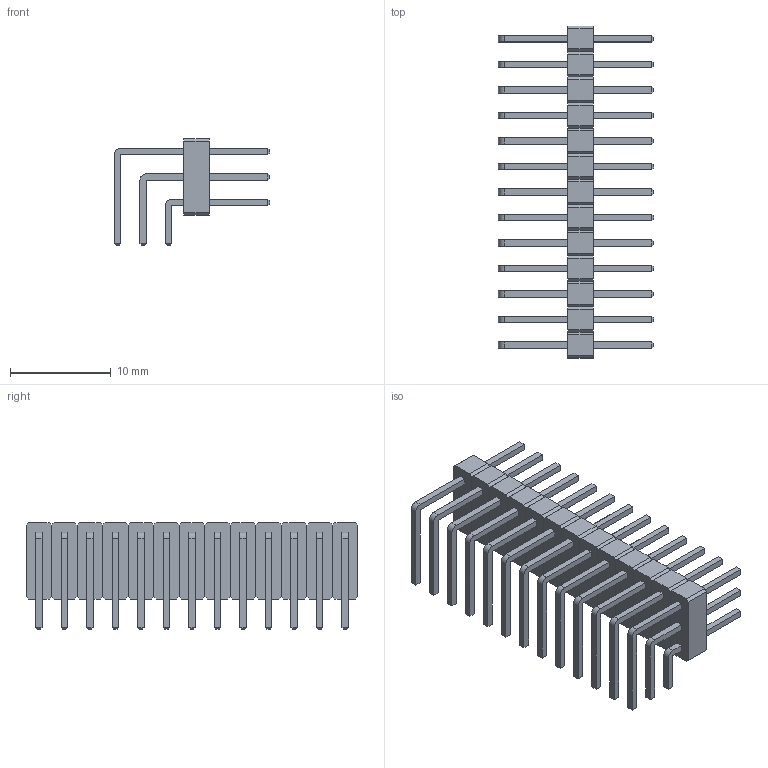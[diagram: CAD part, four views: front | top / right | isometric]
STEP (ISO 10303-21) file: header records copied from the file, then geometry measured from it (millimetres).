
FILE_DESCRIPTION(('FreeCAD Model'),'2;1');
FILE_NAME('Open CASCADE Shape Model','2022-01-07T05:01:26',( 'kicad StepUp'),('ksu MCAD'),'Open CASCADE STEP processor 7.5', 'FreeCAD','Unknown');
FILE_SCHEMA(('AUTOMOTIVE_DESIGN { 1 0 10303 214 1 1 1 1 }'));
Length unit declared in the file: millimetre
Products named in the file (1): PinHeader_3x13_P2.54mm_Horizontal
Bounding box: 15.44 x 33.02 x 10.62 mm (x, y, z)
Volume: 899.7 mm3; surface area: 3304.9 mm2
Topology: 52 solids, 52 shells, 949 faces, 2223 edges, 1378 vertices
Faces by surface type: plane 910, cylinder 39
Entity records: 33379 total; most frequent: CARTESIAN_POINT 4551, ORIENTED_EDGE 4446, DIRECTION 4201, EDGE_CURVE 2223, LINE 2145, VECTOR 2145, VERTEX_POINT 1378, AXIS2_PLACEMENT_3D 1028
